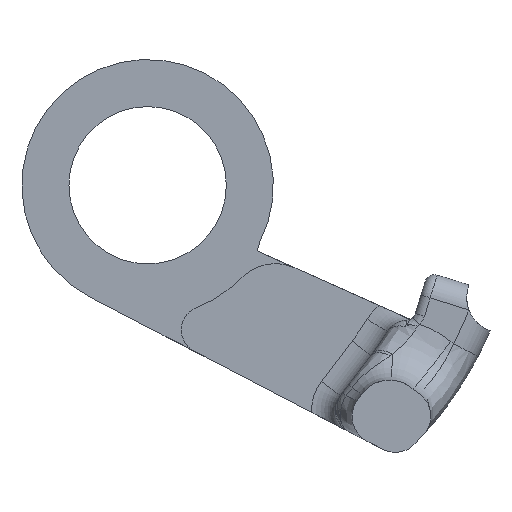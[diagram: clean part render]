
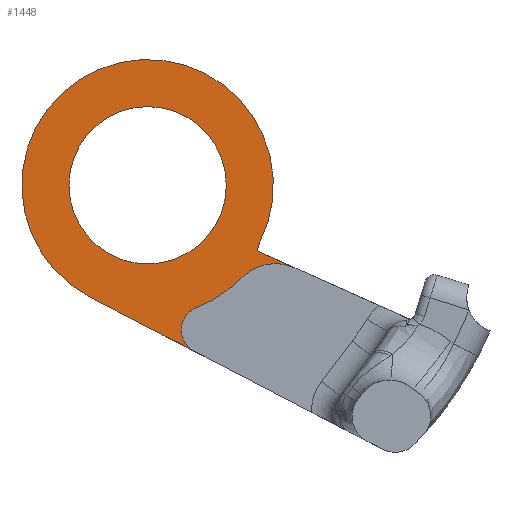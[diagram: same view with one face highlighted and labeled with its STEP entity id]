
A CAD part, left-side view. The second image highlights one B-rep face of the part: STEP entity #1448.
In plain terms, the highlighted planar face has unit normal (-1, 0, 0).
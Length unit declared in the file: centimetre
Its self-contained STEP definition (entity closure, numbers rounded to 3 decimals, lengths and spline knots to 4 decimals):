
#27=FACE_BOUND('',#321,.T.);
#64=PLANE('',#1607);
#145=CIRCLE('',#1606,0.2013);
#146=CIRCLE('',#1608,0.5513);
#147=CIRCLE('',#1609,0.5259);
#148=CIRCLE('',#1610,0.1);
#149=CIRCLE('',#1611,0.3291);
#232=FACE_OUTER_BOUND('',#320,.T.);
#320=EDGE_LOOP('',(#1243,#1244,#1245,#1246,#1247,#1248,#1249));
#321=EDGE_LOOP('',(#1250));
#424=LINE('',#2884,#510);
#427=LINE('',#2913,#513);
#428=LINE('',#2917,#514);
#510=VECTOR('',#1969,1.);
#513=VECTOR('',#1986,1.);
#514=VECTOR('',#1989,1.);
#676=VERTEX_POINT('',#2881);
#677=VERTEX_POINT('',#2883);
#680=VERTEX_POINT('',#2906);
#681=VERTEX_POINT('',#2910);
#682=VERTEX_POINT('',#2912);
#683=VERTEX_POINT('',#2914);
#684=VERTEX_POINT('',#2916);
#685=VERTEX_POINT('',#2919);
#871=EDGE_CURVE('',#676,#677,#424,.T.);
#877=EDGE_CURVE('',#677,#680,#145,.T.);
#878=EDGE_CURVE('',#680,#681,#146,.T.);
#879=EDGE_CURVE('',#676,#682,#427,.T.);
#880=EDGE_CURVE('',#683,#682,#147,.T.);
#881=EDGE_CURVE('',#683,#684,#428,.T.);
#882=EDGE_CURVE('',#681,#684,#148,.F.);
#883=EDGE_CURVE('',#685,#685,#149,.T.);
#1243=ORIENTED_EDGE('',*,*,#878,.F.);
#1244=ORIENTED_EDGE('',*,*,#877,.F.);
#1245=ORIENTED_EDGE('',*,*,#871,.F.);
#1246=ORIENTED_EDGE('',*,*,#879,.T.);
#1247=ORIENTED_EDGE('',*,*,#880,.F.);
#1248=ORIENTED_EDGE('',*,*,#881,.T.);
#1249=ORIENTED_EDGE('',*,*,#882,.F.);
#1250=ORIENTED_EDGE('',*,*,#883,.F.);
#1448=ADVANCED_FACE('',(#232,#27),#64,.T.);
#1606=AXIS2_PLACEMENT_3D('',#2908,#1980,#1981);
#1607=AXIS2_PLACEMENT_3D('',#2909,#1982,#1983);
#1608=AXIS2_PLACEMENT_3D('',#2911,#1984,#1985);
#1609=AXIS2_PLACEMENT_3D('',#2915,#1987,#1988);
#1610=AXIS2_PLACEMENT_3D('',#2918,#1990,#1991);
#1611=AXIS2_PLACEMENT_3D('',#2920,#1992,#1993);
#1969=DIRECTION('',(0.,-0.913,-0.409));
#1980=DIRECTION('center_axis',(-1.,0.,0.));
#1981=DIRECTION('ref_axis',(0.,-0.408,0.913));
#1982=DIRECTION('center_axis',(-1.,0.,0.));
#1983=DIRECTION('ref_axis',(0.,0.,-1.));
#1984=DIRECTION('center_axis',(1.,0.,0.));
#1985=DIRECTION('ref_axis',(0.,0.,-1.));
#1986=DIRECTION('',(0.,-0.296,0.955));
#1987=DIRECTION('center_axis',(1.,0.,0.));
#1988=DIRECTION('ref_axis',(0.,0.,-1.));
#1989=DIRECTION('',(0.,-0.887,-0.461));
#1990=DIRECTION('center_axis',(1.,0.,0.));
#1991=DIRECTION('ref_axis',(0.,0.999,0.05));
#1992=DIRECTION('center_axis',(-1.,0.,0.));
#1993=DIRECTION('ref_axis',(0.,0.,-1.));
#2881=CARTESIAN_POINT('',(2.2633,2.1049,-5.0294));
#2883=CARTESIAN_POINT('',(2.2633,1.9465,-5.1003));
#2884=CARTESIAN_POINT('',(2.2633,2.0765,-5.0421));
#2906=CARTESIAN_POINT('',(2.2633,2.1637,-5.1351));
#2908=CARTESIAN_POINT('Origin',(2.2633,2.0284,-5.2842));
#2909=CARTESIAN_POINT('Origin',(2.2633,2.5628,-4.7547));
#2910=CARTESIAN_POINT('',(2.2633,2.359,-5.267));
#2911=CARTESIAN_POINT('Origin',(2.2633,2.5628,-4.7547));
#2912=CARTESIAN_POINT('',(2.2633,2.093,-4.991));
#2913=CARTESIAN_POINT('',(2.2633,2.0801,-4.9497));
#2914=CARTESIAN_POINT('',(2.2633,2.8054,-5.2213));
#2915=CARTESIAN_POINT('Origin',(2.2633,2.5628,-4.7547));
#2916=CARTESIAN_POINT('',(2.2633,2.3682,-5.4487));
#2917=CARTESIAN_POINT('',(2.2633,2.1559,-5.5591));
#2918=CARTESIAN_POINT('Origin',(2.2633,2.3221,-5.3599));
#2919=CARTESIAN_POINT('',(2.2633,2.5628,-4.4257));
#2920=CARTESIAN_POINT('Origin',(2.2633,2.5628,-4.7547));
